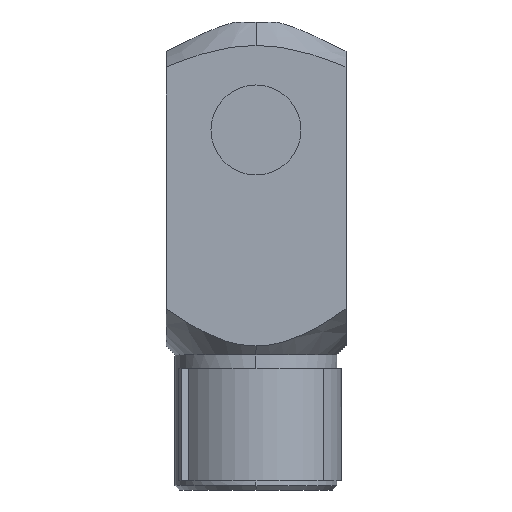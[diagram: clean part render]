
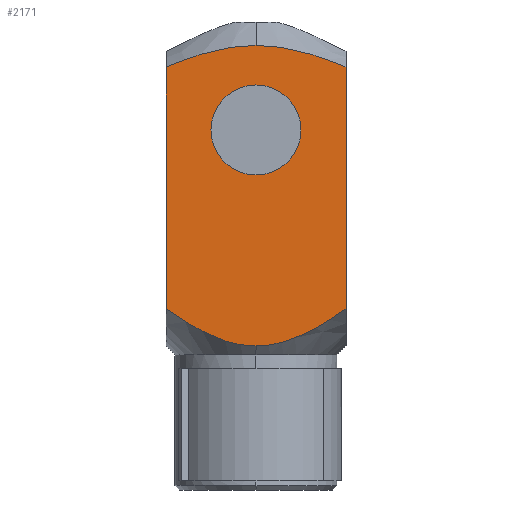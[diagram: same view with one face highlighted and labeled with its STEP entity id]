
A CAD part, left-side view. The second image highlights one B-rep face of the part: STEP entity #2171.
In plain terms, the highlighted planar face has unit normal (-1, 0, 0).
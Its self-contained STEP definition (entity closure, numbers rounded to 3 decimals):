
#121=CARTESIAN_POINT('',(-10.,0.,49.402));
#122=VERTEX_POINT('',#121);
#153=CARTESIAN_POINT('',(-10.,10.0,47.01));
#154=VERTEX_POINT('',#153);
#168=CARTESIAN_POINT('',(-10.,0.,49.402));
#169=CARTESIAN_POINT('',(-10.0,4.142,49.402));
#170=CARTESIAN_POINT('',(-10.,10.,47.01));
#178=(BOUNDED_CURVE()B_SPLINE_CURVE(2,(#168,#169,#170),.UNSPECIFIED.,.F.,.U.)B_SPLINE_CURVE_WITH_KNOTS((3,3),(3.711,5.764),.UNSPECIFIED.)CURVE()GEOMETRIC_REPRESENTATION_ITEM()RATIONAL_B_SPLINE_CURVE((2.275,2.275,1.885))REPRESENTATION_ITEM(''));
#179=EDGE_CURVE('',#122,#154,#178,.T.);
#208=CARTESIAN_POINT('',(-10.0,0.,16.));
#209=VERTEX_POINT('',#208);
#216=CARTESIAN_POINT('',(-10.,10.0,20.142));
#217=VERTEX_POINT('',#216);
#218=CARTESIAN_POINT('',(-10.,10.0,20.142));
#219=CARTESIAN_POINT('',(-10.0,4.142,16.));
#220=CARTESIAN_POINT('',(-10.0,0.,16.));
#228=(BOUNDED_CURVE()B_SPLINE_CURVE(2,(#218,#219,#220),.UNSPECIFIED.,.F.,.U.)B_SPLINE_CURVE_WITH_KNOTS((3,3),(0.474,1.849),.UNSPECIFIED.)CURVE()GEOMETRIC_REPRESENTATION_ITEM()RATIONAL_B_SPLINE_CURVE((1.201,1.45,1.45))REPRESENTATION_ITEM(''));
#229=EDGE_CURVE('',#217,#209,#228,.T.);
#284=CARTESIAN_POINT('',(-10.,-5.0,40.));
#285=VERTEX_POINT('',#284);
#301=CARTESIAN_POINT('',(-10.,5.0,40.));
#302=VERTEX_POINT('',#301);
#309=CARTESIAN_POINT('',(-10.,0.0,40.));
#310=DIRECTION('',(1.0,0.0,0.0));
#311=DIRECTION('',(0.0,-1.0,0.0));
#312=AXIS2_PLACEMENT_3D('',#309,#310,#311);
#313=CIRCLE('',#312,5.0);
#314=EDGE_CURVE('',#285,#302,#313,.T.);
#1867=CARTESIAN_POINT('',(-10.,0.0,40.));
#1868=DIRECTION('',(1.0,0.0,0.0));
#1869=DIRECTION('',(0.0,-1.0,0.0));
#1870=AXIS2_PLACEMENT_3D('',#1867,#1868,#1869);
#1871=CIRCLE('',#1870,5.0);
#1872=EDGE_CURVE('',#302,#285,#1871,.T.);
#1927=CARTESIAN_POINT('',(-10.,-10.0,20.142));
#1928=VERTEX_POINT('',#1927);
#1942=CARTESIAN_POINT('',(-10.0,0.,16.));
#1943=CARTESIAN_POINT('',(-10.,-4.142,16.));
#1944=CARTESIAN_POINT('',(-10.,-10.0,20.142));
#1952=(BOUNDED_CURVE()B_SPLINE_CURVE(2,(#1942,#1943,#1944),.UNSPECIFIED.,.F.,.U.)B_SPLINE_CURVE_WITH_KNOTS((3,3),(1.849,3.224),.UNSPECIFIED.)CURVE()GEOMETRIC_REPRESENTATION_ITEM()RATIONAL_B_SPLINE_CURVE((1.45,1.45,1.201))REPRESENTATION_ITEM(''));
#1953=EDGE_CURVE('',#209,#1928,#1952,.T.);
#2007=CARTESIAN_POINT('',(-10.,10.0,20.142));
#2008=DIRECTION('',(0.0,0.0,1.0));
#2009=VECTOR('',#2008,26.868);
#2010=LINE('',#2007,#2009);
#2011=EDGE_CURVE('',#217,#154,#2010,.T.);
#2047=CARTESIAN_POINT('',(-10.,-10.0,47.01));
#2048=VERTEX_POINT('',#2047);
#2049=CARTESIAN_POINT('',(-10.,-10.,47.01));
#2050=CARTESIAN_POINT('',(-10.0,-4.142,49.402));
#2051=CARTESIAN_POINT('',(-10.,0.,49.402));
#2059=(BOUNDED_CURVE()B_SPLINE_CURVE(2,(#2049,#2050,#2051),.UNSPECIFIED.,.F.,.U.)B_SPLINE_CURVE_WITH_KNOTS((3,3),(1.658,3.711),.UNSPECIFIED.)CURVE()GEOMETRIC_REPRESENTATION_ITEM()RATIONAL_B_SPLINE_CURVE((1.885,2.275,2.275))REPRESENTATION_ITEM(''));
#2060=EDGE_CURVE('',#2048,#122,#2059,.T.);
#2149=CARTESIAN_POINT('',(-10.,-10.0,15.0));
#2150=DIRECTION('',(-1.0,0.0,0.0));
#2151=DIRECTION('',(0.0,0.0,1.0));
#2152=AXIS2_PLACEMENT_3D('',#2149,#2150,#2151);
#2153=PLANE('',#2152);
#2154=ORIENTED_EDGE('',*,*,#229,.T.);
#2155=ORIENTED_EDGE('',*,*,#1953,.T.);
#2156=CARTESIAN_POINT('',(-10.,-10.0,20.142));
#2157=DIRECTION('',(0.0,0.0,1.0));
#2158=VECTOR('',#2157,26.868);
#2159=LINE('',#2156,#2158);
#2160=EDGE_CURVE('',#1928,#2048,#2159,.T.);
#2161=ORIENTED_EDGE('',*,*,#2160,.T.);
#2162=ORIENTED_EDGE('',*,*,#2060,.T.);
#2163=ORIENTED_EDGE('',*,*,#179,.T.);
#2164=ORIENTED_EDGE('',*,*,#2011,.F.);
#2165=EDGE_LOOP('',(#2154,#2155,#2161,#2162,#2163,#2164));
#2166=FACE_OUTER_BOUND('',#2165,.T.);
#2167=ORIENTED_EDGE('',*,*,#1872,.T.);
#2168=ORIENTED_EDGE('',*,*,#314,.T.);
#2169=EDGE_LOOP('',(#2167,#2168));
#2170=FACE_BOUND('',#2169,.T.);
#2171=ADVANCED_FACE('',(#2166,#2170),#2153,.T.);
